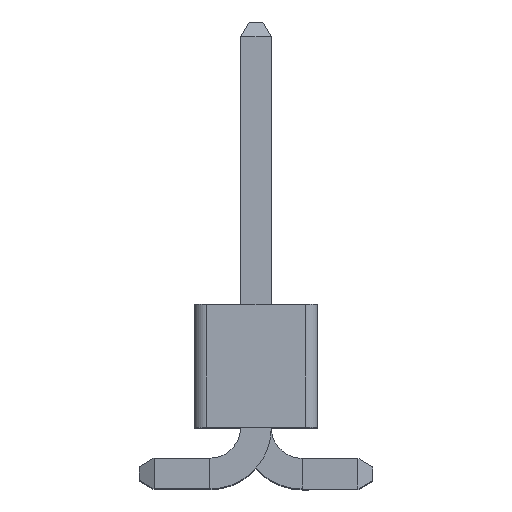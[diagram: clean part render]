
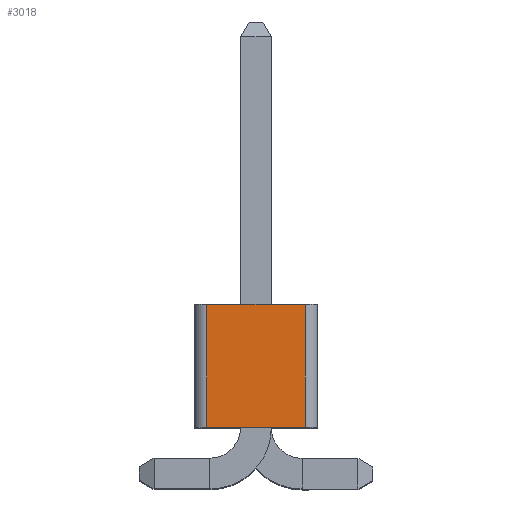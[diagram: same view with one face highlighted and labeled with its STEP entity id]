
A CAD part, top view. The second image highlights one B-rep face of the part: STEP entity #3018.
In plain terms, the highlighted planar face has unit normal (0, 0, 1).
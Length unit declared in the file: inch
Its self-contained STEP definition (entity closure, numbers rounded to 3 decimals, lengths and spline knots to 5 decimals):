
#3018 = ADVANCED_FACE ( 'NONE', ( #8193 ), #8191, .F. ) ;
#3019 = ORIENTED_EDGE ( 'NONE', *, *, #3020, .F. ) ;
#3020 = EDGE_CURVE ( 'NONE', #3021, #3022, #8186, .T. ) ;
#3021 = VERTEX_POINT ( 'NONE', #8182 ) ;
#3022 = VERTEX_POINT ( 'NONE', #8181 ) ;
#3023 = ORIENTED_EDGE ( 'NONE', *, *, #3024, .T. ) ;
#3024 = EDGE_CURVE ( 'NONE', #3021, #3025, #8180, .T. ) ;
#3025 = VERTEX_POINT ( 'NONE', #8242 ) ;
#3026 = ORIENTED_EDGE ( 'NONE', *, *, #3027, .T. ) ;
#3027 = EDGE_CURVE ( 'NONE', #3025, #3028, #8241, .T. ) ;
#3028 = VERTEX_POINT ( 'NONE', #8237 ) ;
#3029 = ORIENTED_EDGE ( 'NONE', *, *, #3030, .T. ) ;
#3030 = EDGE_CURVE ( 'NONE', #3028, #3022, #8236, .T. ) ;
#3046 = EDGE_LOOP ( 'NONE', ( #3019, #3023, #3026, #3029 ) ) ;
#8178 = VECTOR ( 'NONE', #8243, 39.37008 ) ;
#8179 = CARTESIAN_POINT ( 'NONE',  ( 0.04, -0.05, 0.3 ) ) ;
#8180 = LINE ( 'NONE', #8179, #8178 ) ;
#8181 = CARTESIAN_POINT ( 'NONE',  ( -0.04, -0.05, 0.3 ) ) ;
#8182 = CARTESIAN_POINT ( 'NONE',  ( 0.04, -0.05, 0.3 ) ) ;
#8183 = DIRECTION ( 'NONE',  ( -1., 0., 0. ) ) ;
#8184 = VECTOR ( 'NONE', #8183, 39.37008 ) ;
#8185 = CARTESIAN_POINT ( 'NONE',  ( 0.05, -0.05, 0.3 ) ) ;
#8186 = LINE ( 'NONE', #8185, #8184 ) ;
#8187 = DIRECTION ( 'NONE',  ( -1., 0., 0. ) ) ;
#8188 = DIRECTION ( 'NONE',  ( 0., 0., -1. ) ) ;
#8189 = CARTESIAN_POINT ( 'NONE',  ( 0.05, -0.05, 0.3 ) ) ;
#8190 = AXIS2_PLACEMENT_3D ( 'NONE', #8189, #8188, #8187 ) ;
#8191 = PLANE ( 'NONE',  #8190 ) ;
#8193 = FACE_OUTER_BOUND ( 'NONE', #3046, .T. ) ;
#8233 = DIRECTION ( 'NONE',  ( 0., -1., 0. ) ) ;
#8234 = VECTOR ( 'NONE', #8233, 39.37008 ) ;
#8235 = CARTESIAN_POINT ( 'NONE',  ( -0.04, -0.05, 0.3 ) ) ;
#8236 = LINE ( 'NONE', #8235, #8234 ) ;
#8237 = CARTESIAN_POINT ( 'NONE',  ( -0.04, 0.05, 0.3 ) ) ;
#8238 = DIRECTION ( 'NONE',  ( -1., 0., 0. ) ) ;
#8239 = VECTOR ( 'NONE', #8238, 39.37008 ) ;
#8240 = CARTESIAN_POINT ( 'NONE',  ( 0.05, 0.05, 0.3 ) ) ;
#8241 = LINE ( 'NONE', #8240, #8239 ) ;
#8242 = CARTESIAN_POINT ( 'NONE',  ( 0.04, 0.05, 0.3 ) ) ;
#8243 = DIRECTION ( 'NONE',  ( 0., 1., 0. ) ) ;
